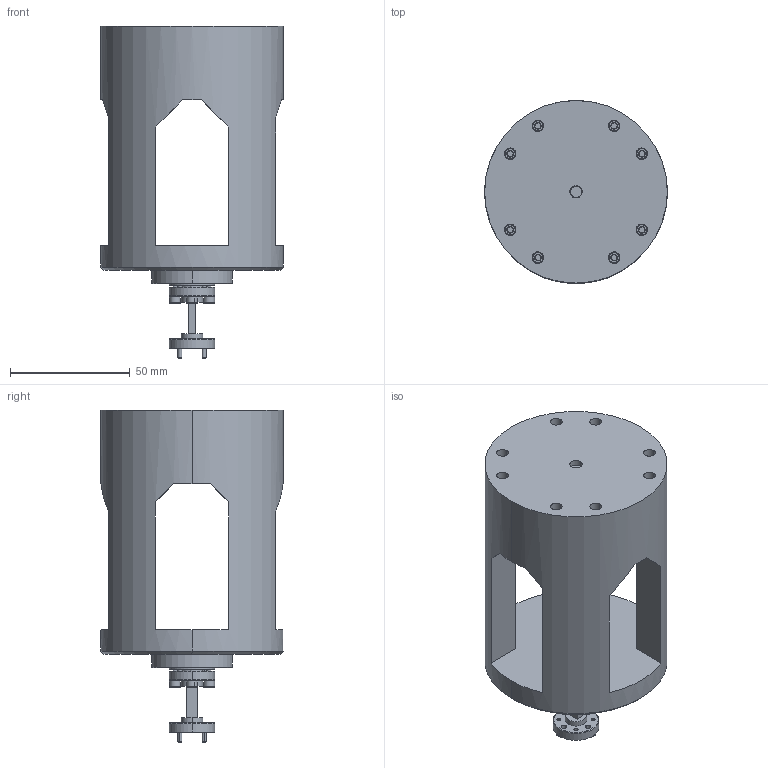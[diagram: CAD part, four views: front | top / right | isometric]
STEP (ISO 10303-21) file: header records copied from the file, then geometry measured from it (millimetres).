
FILE_DESCRIPTION (( 'STEP AP203' ), '1' );
FILE_NAME ('AX-MEF0750-C.STEP', '2022-03-04T20:40:05', ( '' ), ( '' ), 'SwSTEP 2.0', 'SolidWorks 2021', '' );
FILE_SCHEMA (( 'CONFIG_CONTROL_DESIGN' ));
Length unit declared in the file: millimetre
Products named in the file (1): AX-MEF0750-C
Bounding box: 76.2 x 76.2 x 138.54 mm (x, y, z)
Volume: 220270.7 mm3; surface area: 74766.4 mm2
Topology: 29 solids, 29 shells, 990 faces, 2170 edges, 1327 vertices
Faces by surface type: cylinder 397, plane 321, cone 249, torus 18, bspline 3, sphere 2
Entity records: 28740 total; most frequent: CARTESIAN_POINT 6806, DIRECTION 4840, ORIENTED_EDGE 4340, EDGE_CURVE 2170, AXIS2_PLACEMENT_3D 1971, VERTEX_POINT 1327, EDGE_LOOP 1141, FACE_OUTER_BOUND 990
